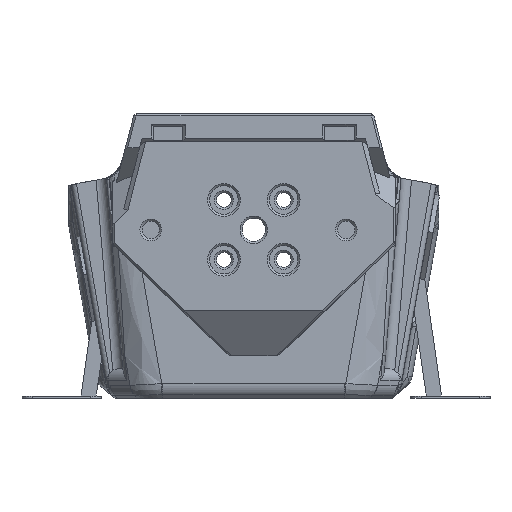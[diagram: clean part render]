
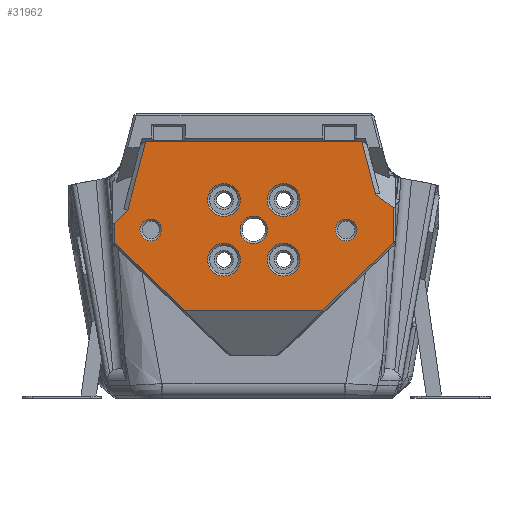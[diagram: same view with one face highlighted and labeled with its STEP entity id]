
A CAD part, front view. The second image highlights one B-rep face of the part: STEP entity #31962.
In plain terms, the highlighted planar face has unit normal (0, -1, 0).
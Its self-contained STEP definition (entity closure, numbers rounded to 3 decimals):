
#2268=CIRCLE('',#34580,2.05);
#2269=CIRCLE('',#34581,2.05);
#2270=CIRCLE('',#34582,2.6);
#2271=CIRCLE('',#34583,3.1);
#2272=CIRCLE('',#34584,3.1);
#2273=CIRCLE('',#34585,3.1);
#2274=CIRCLE('',#34586,3.1);
#10273=ORIENTED_EDGE('',*,*,#16104,.T.);
#10274=ORIENTED_EDGE('',*,*,#16105,.T.);
#10275=ORIENTED_EDGE('',*,*,#13380,.F.);
#10276=ORIENTED_EDGE('',*,*,#16106,.T.);
#10277=ORIENTED_EDGE('',*,*,#16107,.T.);
#10278=ORIENTED_EDGE('',*,*,#16108,.T.);
#10279=ORIENTED_EDGE('',*,*,#16109,.T.);
#10280=ORIENTED_EDGE('',*,*,#16110,.T.);
#10281=ORIENTED_EDGE('',*,*,#16111,.T.);
#10282=ORIENTED_EDGE('',*,*,#16112,.T.);
#10283=ORIENTED_EDGE('',*,*,#13389,.F.);
#10284=ORIENTED_EDGE('',*,*,#16113,.T.);
#10285=ORIENTED_EDGE('',*,*,#16114,.T.);
#10286=ORIENTED_EDGE('',*,*,#16115,.F.);
#10287=ORIENTED_EDGE('',*,*,#16116,.F.);
#10288=ORIENTED_EDGE('',*,*,#16117,.T.);
#10289=ORIENTED_EDGE('',*,*,#16118,.T.);
#13380=EDGE_CURVE('',#17767,#17768,#20625,.T.);
#13389=EDGE_CURVE('',#17776,#17777,#20634,.F.);
#16104=EDGE_CURVE('',#19475,#19475,#2268,.T.);
#16105=EDGE_CURVE('',#19476,#19476,#2269,.T.);
#16106=EDGE_CURVE('',#17767,#19477,#22167,.T.);
#16107=EDGE_CURVE('',#19477,#19478,#22168,.F.);
#16108=EDGE_CURVE('',#19478,#19479,#22169,.T.);
#16109=EDGE_CURVE('',#19479,#19480,#22170,.T.);
#16110=EDGE_CURVE('',#19480,#19481,#22171,.T.);
#16111=EDGE_CURVE('',#19481,#19482,#22172,.T.);
#16112=EDGE_CURVE('',#19482,#17777,#22173,.T.);
#16113=EDGE_CURVE('',#17776,#17768,#22174,.T.);
#16114=EDGE_CURVE('',#19483,#19483,#2270,.F.);
#16115=EDGE_CURVE('',#19484,#19484,#2271,.F.);
#16116=EDGE_CURVE('',#19485,#19485,#2272,.F.);
#16117=EDGE_CURVE('',#19486,#19486,#2273,.F.);
#16118=EDGE_CURVE('',#19487,#19487,#2274,.F.);
#17767=VERTEX_POINT('',#48594);
#17768=VERTEX_POINT('',#48596);
#17776=VERTEX_POINT('',#48613);
#17777=VERTEX_POINT('',#48615);
#19475=VERTEX_POINT('',#60699);
#19476=VERTEX_POINT('',#60701);
#19477=VERTEX_POINT('',#60703);
#19478=VERTEX_POINT('',#60705);
#19479=VERTEX_POINT('',#60707);
#19480=VERTEX_POINT('',#60709);
#19481=VERTEX_POINT('',#60711);
#19482=VERTEX_POINT('',#60713);
#19483=VERTEX_POINT('',#60717);
#19484=VERTEX_POINT('',#60719);
#19485=VERTEX_POINT('',#60721);
#19486=VERTEX_POINT('',#60723);
#19487=VERTEX_POINT('',#60725);
#20625=LINE('',#48595,#23484);
#20634=LINE('',#48614,#23493);
#22167=LINE('',#60702,#25026);
#22168=LINE('',#60704,#25027);
#22169=LINE('',#60706,#25028);
#22170=LINE('',#60708,#25029);
#22171=LINE('',#60710,#25030);
#22172=LINE('',#60712,#25031);
#22173=LINE('',#60714,#25032);
#22174=LINE('',#60715,#25033);
#23484=VECTOR('',#36934,1000.);
#23493=VECTOR('',#36945,1000.);
#25026=VECTOR('',#41412,1000.);
#25027=VECTOR('',#41413,1000.);
#25028=VECTOR('',#41414,1000.);
#25029=VECTOR('',#41415,1000.);
#25030=VECTOR('',#41416,1000.);
#25031=VECTOR('',#41417,1000.);
#25032=VECTOR('',#41418,1000.);
#25033=VECTOR('',#41419,1000.);
#27127=EDGE_LOOP('',(#10273));
#27128=EDGE_LOOP('',(#10274));
#27129=EDGE_LOOP('',(#10275,#10276,#10277,#10278,#10279,#10280,#10281,#10282,
#10283,#10284));
#27130=EDGE_LOOP('',(#10285));
#27131=EDGE_LOOP('',(#10286));
#27132=EDGE_LOOP('',(#10287));
#27133=EDGE_LOOP('',(#10288));
#27134=EDGE_LOOP('',(#10289));
#29075=FACE_BOUND('',#27127,.T.);
#29076=FACE_BOUND('',#27128,.T.);
#29077=FACE_BOUND('',#27129,.T.);
#29078=FACE_BOUND('',#27130,.T.);
#29079=FACE_BOUND('',#27131,.T.);
#29080=FACE_BOUND('',#27132,.T.);
#29081=FACE_BOUND('',#27133,.T.);
#29082=FACE_BOUND('',#27134,.T.);
#30270=PLANE('',#34579);
#31962=ADVANCED_FACE('',(#29075,#29076,#29077,#29078,#29079,#29080,#29081,
#29082),#30270,.T.);
#34579=AXIS2_PLACEMENT_3D('',#60697,#41406,#41407);
#34580=AXIS2_PLACEMENT_3D('',#60698,#41408,#41409);
#34581=AXIS2_PLACEMENT_3D('',#60700,#41410,#41411);
#34582=AXIS2_PLACEMENT_3D('',#60716,#41420,#41421);
#34583=AXIS2_PLACEMENT_3D('',#60718,#41422,#41423);
#34584=AXIS2_PLACEMENT_3D('',#60720,#41424,#41425);
#34585=AXIS2_PLACEMENT_3D('',#60722,#41426,#41427);
#34586=AXIS2_PLACEMENT_3D('',#60724,#41428,#41429);
#36934=DIRECTION('',(1.,0.,0.));
#36945=DIRECTION('',(-0.797,0.,0.604));
#41406=DIRECTION('',(0.,-1.,0.));
#41407=DIRECTION('',(1.,0.,0.));
#41408=DIRECTION('',(0.,1.,0.));
#41409=DIRECTION('',(0.,0.,1.));
#41410=DIRECTION('',(0.,1.,0.));
#41411=DIRECTION('',(0.,0.,1.));
#41412=DIRECTION('',(-0.25,0.,-0.968));
#41413=DIRECTION('',(0.714,0.,0.7));
#41414=DIRECTION('',(0.,0.,-1.));
#41415=DIRECTION('',(0.722,0.,-0.692));
#41416=DIRECTION('',(1.,0.,0.));
#41417=DIRECTION('',(0.722,0.,0.692));
#41418=DIRECTION('',(0.,0.,1.));
#41419=DIRECTION('',(-0.25,0.,0.968));
#41420=DIRECTION('',(0.,-1.,0.));
#41421=DIRECTION('',(0.,0.,-1.));
#41422=DIRECTION('',(0.,1.,0.));
#41423=DIRECTION('',(0.,0.,-1.));
#41424=DIRECTION('',(0.,1.,0.));
#41425=DIRECTION('',(0.,0.,-1.));
#41426=DIRECTION('',(0.,-1.,0.));
#41427=DIRECTION('',(0.,0.,-1.));
#41428=DIRECTION('',(0.,-1.,0.));
#41429=DIRECTION('',(0.,0.,-1.));
#48594=CARTESIAN_POINT('',(-20.456,-30.914,48.625));
#48595=CARTESIAN_POINT('',(-134.803,-30.914,48.625));
#48596=CARTESIAN_POINT('',(20.456,-30.914,48.625));
#48613=CARTESIAN_POINT('',(23.055,-30.914,38.578));
#48614=CARTESIAN_POINT('',(14.843,-30.914,44.803));
#48615=CARTESIAN_POINT('',(26.393,-30.914,36.048));
#60697=CARTESIAN_POINT('',(0.,-30.914,25.221));
#60698=CARTESIAN_POINT('',(17.499,-30.914,31.853));
#60699=CARTESIAN_POINT('',(17.499,-30.914,33.903));
#60700=CARTESIAN_POINT('',(-19.501,-30.914,31.853));
#60701=CARTESIAN_POINT('',(-19.501,-30.914,33.903));
#60702=CARTESIAN_POINT('',(-24.847,-30.914,31.647));
#60703=CARTESIAN_POINT('',(-23.831,-30.914,35.576));
#60704=CARTESIAN_POINT('',(-16.851,-30.914,42.416));
#60705=CARTESIAN_POINT('',(-26.393,-30.914,33.065));
#60706=CARTESIAN_POINT('',(-26.393,-30.914,25.221));
#60707=CARTESIAN_POINT('',(-26.393,-30.914,29.389));
#60708=CARTESIAN_POINT('',(-10.556,-30.914,14.208));
#60709=CARTESIAN_POINT('',(-13.09,-30.914,16.638));
#60710=CARTESIAN_POINT('',(-2.754,-30.914,16.638));
#60711=CARTESIAN_POINT('',(13.09,-30.914,16.638));
#60712=CARTESIAN_POINT('',(10.556,-30.914,14.208));
#60713=CARTESIAN_POINT('',(26.393,-30.914,29.389));
#60714=CARTESIAN_POINT('',(26.393,-30.914,25.221));
#60715=CARTESIAN_POINT('',(24.847,-30.914,31.647));
#60716=CARTESIAN_POINT('',(0.,-30.914,31.85));
#60717=CARTESIAN_POINT('',(0.,-30.914,29.25));
#60718=CARTESIAN_POINT('',(5.657,-30.914,37.507));
#60719=CARTESIAN_POINT('',(5.657,-30.914,34.407));
#60720=CARTESIAN_POINT('',(5.657,-30.914,26.193));
#60721=CARTESIAN_POINT('',(5.657,-30.914,23.093));
#60722=CARTESIAN_POINT('',(-5.657,-30.914,37.507));
#60723=CARTESIAN_POINT('',(-5.657,-30.914,34.407));
#60724=CARTESIAN_POINT('',(-5.657,-30.914,26.193));
#60725=CARTESIAN_POINT('',(-5.657,-30.914,23.093));
